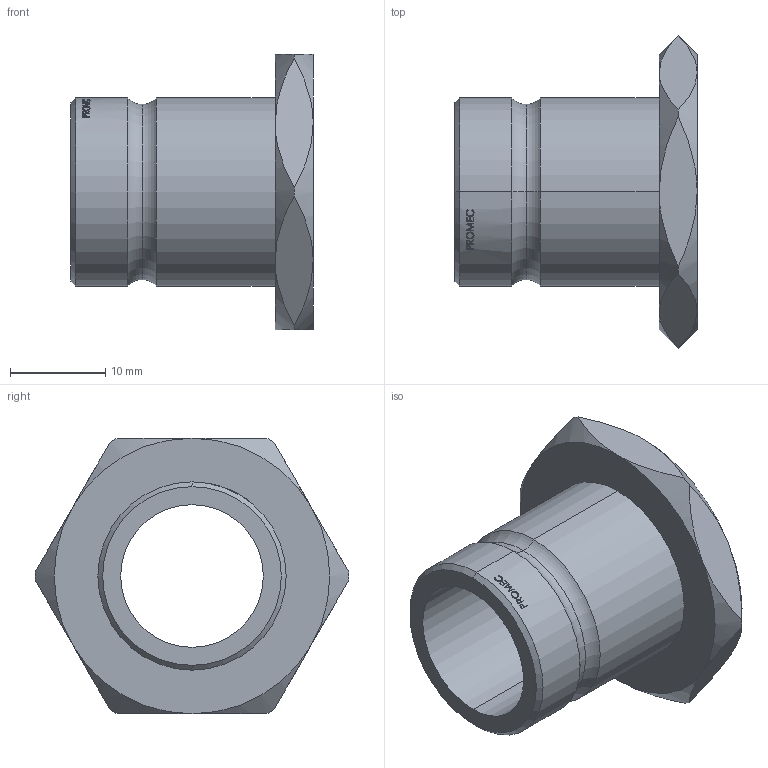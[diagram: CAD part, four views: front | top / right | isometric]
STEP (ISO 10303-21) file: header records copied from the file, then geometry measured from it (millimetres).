
FILE_DESCRIPTION (( 'STEP AP203' ), '1' );
FILE_NAME ('45bc.STEP', '2025-08-18T05:44:08', ( '' ), ( '' ), 'SwSTEP 2.0', 'SolidWorks 2019', '' );
FILE_SCHEMA (( 'CONFIG_CONTROL_DESIGN' ));
Length unit declared in the file: millimetre
Products named in the file (1): 45bc
Bounding box: 25.5 x 33 x 29 mm (x, y, z)
Volume: 4842.4 mm3; surface area: 3948.2 mm2
Topology: 1 solids, 1 shells, 116 faces, 292 edges, 188 vertices
Faces by surface type: bspline 42, plane 41, cylinder 15, cone 14, torus 4
Entity records: 5287 total; most frequent: CARTESIAN_POINT 2795, ORIENTED_EDGE 584, DIRECTION 360, EDGE_CURVE 292, VERTEX_POINT 188, B_SPLINE_CURVE_WITH_KNOTS 160, AXIS2_PLACEMENT_3D 153, EDGE_LOOP 128
